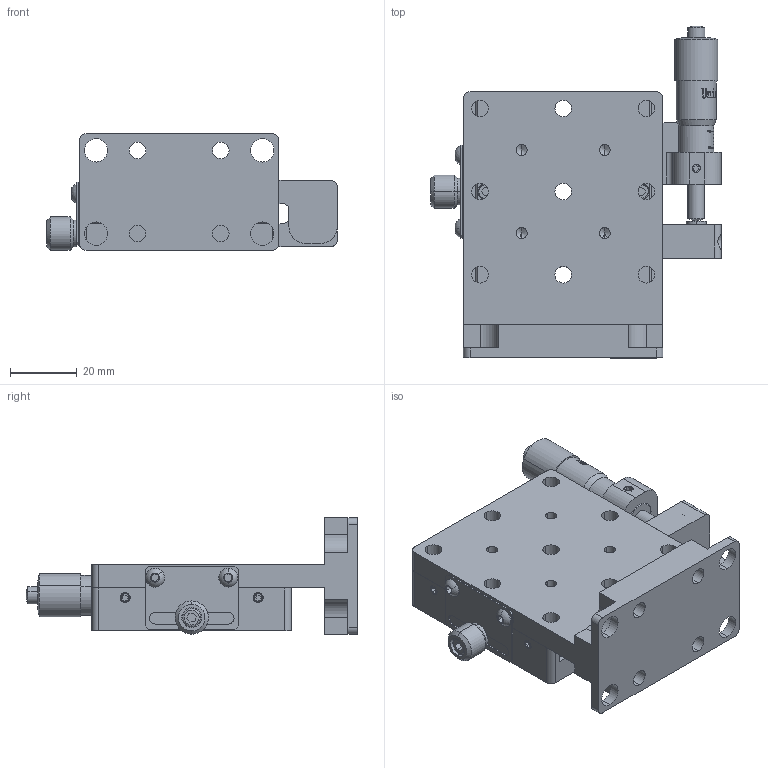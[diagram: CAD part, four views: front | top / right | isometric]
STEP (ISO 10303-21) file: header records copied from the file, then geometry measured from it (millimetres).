
FILE_DESCRIPTION (( 'STEP AP203' ), '1' );
FILE_NAME ('06VTS-3M.STEP', '2016-05-18T05:21:27', ( '' ), ( '' ), 'SwSTEP 2.0', 'SolidWorks 2016', '' );
FILE_SCHEMA (( 'CONFIG_CONTROL_DESIGN' ));
Length unit declared in the file: millimetre
Products named in the file (1): 06VTS-3M
Bounding box: 87.3 x 99.79 x 35 mm (x, y, z)
Volume: 91644.5 mm3; surface area: 51121.1 mm2
Topology: 50 solids, 50 shells, 1652 faces, 4116 edges, 2620 vertices
Faces by surface type: plane 847, cylinder 425, cone 198, bspline 134, torus 42, sphere 6
Entity records: 60717 total; most frequent: CARTESIAN_POINT 21741, ORIENTED_EDGE 8092, DIRECTION 7802, EDGE_CURVE 4046, AXIS2_PLACEMENT_3D 2748, VERTEX_POINT 2620, VECTOR 2306, LINE 2306
